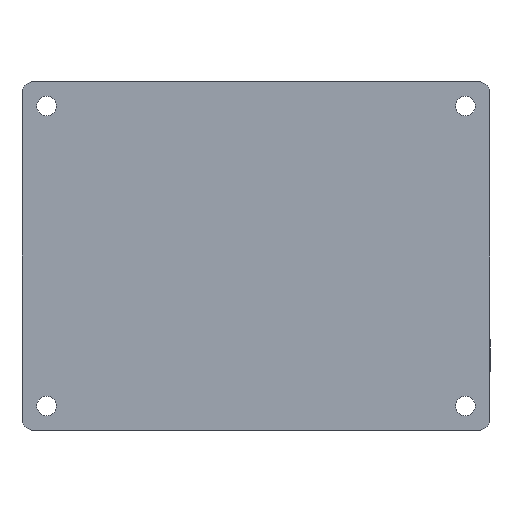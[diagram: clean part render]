
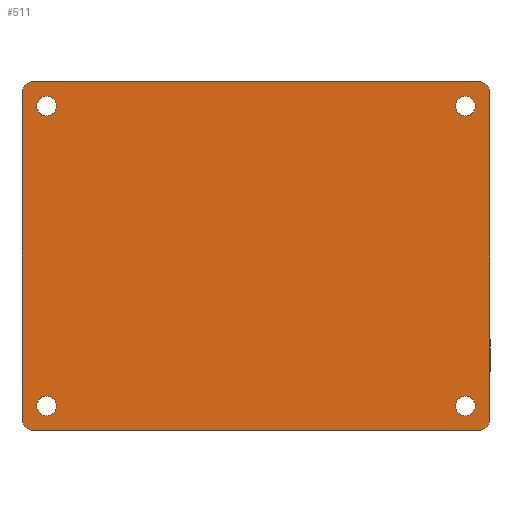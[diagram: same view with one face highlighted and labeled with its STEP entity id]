
A CAD part, front view. The second image highlights one B-rep face of the part: STEP entity #511.
In plain terms, the highlighted planar face has unit normal (0, -1, 0).
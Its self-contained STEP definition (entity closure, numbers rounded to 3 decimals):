
#15=FACE_BOUND('',#127,.T.);
#16=FACE_BOUND('',#128,.T.);
#17=FACE_BOUND('',#129,.T.);
#18=FACE_BOUND('',#130,.T.);
#53=CIRCLE('',#537,2.);
#57=CIRCLE('',#543,2.);
#61=CIRCLE('',#549,2.);
#65=CIRCLE('',#555,2.);
#66=CIRCLE('',#564,1.6);
#67=CIRCLE('',#565,1.6);
#68=CIRCLE('',#566,1.6);
#69=CIRCLE('',#567,1.6);
#95=FACE_OUTER_BOUND('',#126,.T.);
#126=EDGE_LOOP('',(#416,#417,#418,#419,#420,#421,#422,#423));
#127=EDGE_LOOP('',(#424));
#128=EDGE_LOOP('',(#425));
#129=EDGE_LOOP('',(#426));
#130=EDGE_LOOP('',(#427));
#180=LINE('',#868,#219);
#181=LINE('',#870,#220);
#182=LINE('',#872,#221);
#183=LINE('',#873,#222);
#219=VECTOR('',#692,52.715);
#220=VECTOR('',#695,72.);
#221=VECTOR('',#698,52.715);
#222=VECTOR('',#699,72.);
#242=VERTEX_POINT('',#784);
#243=VERTEX_POINT('',#785);
#247=VERTEX_POINT('',#797);
#248=VERTEX_POINT('',#798);
#252=VERTEX_POINT('',#810);
#253=VERTEX_POINT('',#811);
#257=VERTEX_POINT('',#823);
#258=VERTEX_POINT('',#824);
#263=VERTEX_POINT('',#874);
#264=VERTEX_POINT('',#876);
#265=VERTEX_POINT('',#878);
#266=VERTEX_POINT('',#880);
#290=EDGE_CURVE('',#242,#243,#53,.T.);
#296=EDGE_CURVE('',#247,#248,#57,.T.);
#302=EDGE_CURVE('',#252,#253,#61,.T.);
#308=EDGE_CURVE('',#257,#258,#65,.T.);
#323=EDGE_CURVE('',#248,#252,#180,.T.);
#324=EDGE_CURVE('',#243,#247,#181,.T.);
#325=EDGE_CURVE('',#258,#242,#182,.T.);
#326=EDGE_CURVE('',#253,#257,#183,.T.);
#327=EDGE_CURVE('',#263,#263,#66,.T.);
#328=EDGE_CURVE('',#264,#264,#67,.T.);
#329=EDGE_CURVE('',#265,#265,#68,.T.);
#330=EDGE_CURVE('',#266,#266,#69,.T.);
#416=ORIENTED_EDGE('',*,*,#302,.F.);
#417=ORIENTED_EDGE('',*,*,#323,.F.);
#418=ORIENTED_EDGE('',*,*,#296,.F.);
#419=ORIENTED_EDGE('',*,*,#324,.F.);
#420=ORIENTED_EDGE('',*,*,#290,.F.);
#421=ORIENTED_EDGE('',*,*,#325,.F.);
#422=ORIENTED_EDGE('',*,*,#308,.F.);
#423=ORIENTED_EDGE('',*,*,#326,.F.);
#424=ORIENTED_EDGE('',*,*,#327,.T.);
#425=ORIENTED_EDGE('',*,*,#328,.T.);
#426=ORIENTED_EDGE('',*,*,#329,.T.);
#427=ORIENTED_EDGE('',*,*,#330,.T.);
#485=PLANE('',#563);
#511=ADVANCED_FACE('',(#95,#15,#16,#17,#18),#485,.F.);
#537=AXIS2_PLACEMENT_3D('',#786,#624,#625);
#543=AXIS2_PLACEMENT_3D('',#799,#638,#639);
#549=AXIS2_PLACEMENT_3D('',#812,#652,#653);
#555=AXIS2_PLACEMENT_3D('',#825,#666,#667);
#563=AXIS2_PLACEMENT_3D('',#871,#696,#697);
#564=AXIS2_PLACEMENT_3D('',#875,#700,#701);
#565=AXIS2_PLACEMENT_3D('',#877,#702,#703);
#566=AXIS2_PLACEMENT_3D('',#879,#704,#705);
#567=AXIS2_PLACEMENT_3D('',#881,#706,#707);
#624=DIRECTION('center_axis',(0.,1.,0.));
#625=DIRECTION('ref_axis',(0.707,0.,-0.707));
#638=DIRECTION('center_axis',(0.,1.,0.));
#639=DIRECTION('ref_axis',(-0.707,0.,-0.707));
#652=DIRECTION('center_axis',(0.,1.,0.));
#653=DIRECTION('ref_axis',(-0.707,0.,0.707));
#666=DIRECTION('center_axis',(0.,1.,0.));
#667=DIRECTION('ref_axis',(0.707,0.,0.707));
#692=DIRECTION('',(0.,0.,1.));
#695=DIRECTION('',(-1.,0.,0.));
#696=DIRECTION('center_axis',(0.,1.,0.));
#697=DIRECTION('ref_axis',(0.,0.,1.));
#698=DIRECTION('',(0.,0.,-1.));
#699=DIRECTION('',(1.,0.,0.));
#700=DIRECTION('center_axis',(0.,1.,0.));
#701=DIRECTION('ref_axis',(-1.,0.,0.));
#702=DIRECTION('center_axis',(0.,1.,0.));
#703=DIRECTION('ref_axis',(-1.,0.,0.));
#704=DIRECTION('center_axis',(0.,1.,0.));
#705=DIRECTION('ref_axis',(-1.,0.,0.));
#706=DIRECTION('center_axis',(0.,1.,0.));
#707=DIRECTION('ref_axis',(-1.,0.,0.));
#784=CARTESIAN_POINT('',(-155.79,59.773,49.772));
#785=CARTESIAN_POINT('',(-157.79,59.773,47.772));
#786=CARTESIAN_POINT('Origin',(-157.79,59.773,49.772));
#797=CARTESIAN_POINT('',(-229.79,59.773,47.772));
#798=CARTESIAN_POINT('',(-231.79,59.773,49.772));
#799=CARTESIAN_POINT('Origin',(-229.79,59.773,49.772));
#810=CARTESIAN_POINT('',(-231.79,59.773,102.487));
#811=CARTESIAN_POINT('',(-229.79,59.773,104.487));
#812=CARTESIAN_POINT('Origin',(-229.79,59.773,102.487));
#823=CARTESIAN_POINT('',(-157.79,59.773,104.487));
#824=CARTESIAN_POINT('',(-155.79,59.773,102.487));
#825=CARTESIAN_POINT('Origin',(-157.79,59.773,102.487));
#868=CARTESIAN_POINT('',(-231.79,59.773,47.772));
#870=CARTESIAN_POINT('',(-155.79,59.773,47.772));
#871=CARTESIAN_POINT('Origin',(-193.79,59.773,76.129));
#872=CARTESIAN_POINT('',(-155.79,59.773,104.487));
#873=CARTESIAN_POINT('',(-231.79,59.773,104.487));
#874=CARTESIAN_POINT('',(-158.19,59.773,100.487));
#875=CARTESIAN_POINT('Origin',(-159.79,59.773,100.487));
#876=CARTESIAN_POINT('',(-226.19,59.773,51.772));
#877=CARTESIAN_POINT('Origin',(-227.79,59.773,51.772));
#878=CARTESIAN_POINT('',(-226.19,59.773,100.487));
#879=CARTESIAN_POINT('Origin',(-227.79,59.773,100.487));
#880=CARTESIAN_POINT('',(-158.19,59.773,51.772));
#881=CARTESIAN_POINT('Origin',(-159.79,59.773,51.772));
